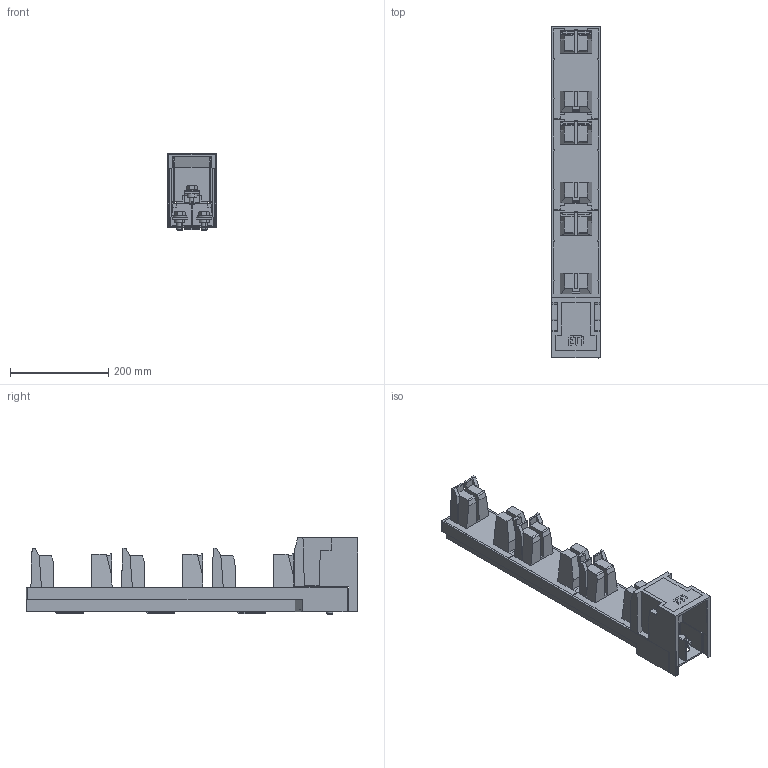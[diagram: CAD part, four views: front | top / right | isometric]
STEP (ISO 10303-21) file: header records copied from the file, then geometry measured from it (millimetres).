
FILE_DESCRIPTION((''),'2;1');
FILE_NAME('L2631001_L_NH_SICHERUNGSLEISTE__ASM','2021-05-13T',('marketing.praksa'),('Audax d.o.o.'),'CREO PARAMETRIC BY PTC INC, 2017480','CREO PARAMETRIC BY PTC INC, 2017480','');
FILE_SCHEMA(('AUTOMOTIVE_DESIGN { 1 0 10303 214 1 1 1 1 }'));
Length unit declared in the file: millimetre
Products named in the file (21): 33501_L01_TRAEGERTEIL_L123_10_L; 51260_VERBINDUNGSWINKEL; 54577_VERBINDUNGSWINKEL; 802637_01_VERBINDUNGSWINKEL_ASM; HAUPTKOERPER_NICHT_BENUTZEN_1; HAUPTKOERPER_NICHT_BENUTZEN_2; 158012_01_L_ANSCHLUSSSCHIENE_L1_ASM; 150027_L_ANSCHLUSSWINKEL_L3_L1; HAUPTK_X2_00F6_X0_RPER_NI-15584; HAUPTK_X2_00F6_X0_RPER_NI-16398; 158013_01_L_ANSCHLUSSSCHIENE_L2_ASM; 802638_L_SCHIENENSATZ_3MM_FLACH_ASM; 61246_SETZMUTTER_M12_1; 66905_SPANNSCHEIBE_DIN_6796_12; 68276_SECHSKANTSCHRAUBE_M12X30; 804190_L02_NH-LEISTENUNTERTEIL__ASM; 32995_L_KONTAKTHAUBE_L123_10; 802639_01_L_AUFBAU_OFFENE_LEIST_ASM; PRT9539; PRT0005U; L2631001_L_NH_SICHERUNGSLEISTE__ASM
Assembly tree (29 placements, depth 5):
  L2631001_L_NH_SICHERUNGSLEISTE__ASM
    804190_L02_NH-LEISTENUNTERTEIL__ASM
      33501_L01_TRAEGERTEIL_L123_10_L
      802637_01_VERBINDUNGSWINKEL_ASM
        51260_VERBINDUNGSWINKEL  x2
        54577_VERBINDUNGSWINKEL
      802638_L_SCHIENENSATZ_3MM_FLACH_ASM
        158012_01_L_ANSCHLUSSSCHIENE_L1_ASM
          HAUPTKOERPER_NICHT_BENUTZEN_1
          HAUPTKOERPER_NICHT_BENUTZEN_2
        150027_L_ANSCHLUSSWINKEL_L3_L1
        158013_01_L_ANSCHLUSSSCHIENE_L2_ASM
          HAUPTK_X2_00F6_X0_RPER_NI-15584
          HAUPTK_X2_00F6_X0_RPER_NI-16398
      61246_SETZMUTTER_M12_1  x3
      66905_SPANNSCHEIBE_DIN_6796_12  x3
      68276_SECHSKANTSCHRAUBE_M12X30  x3
    802639_01_L_AUFBAU_OFFENE_LEIST_ASM
      32995_L_KONTAKTHAUBE_L123_10  x3
    PRT9539
    PRT0005U
Bounding box: 99 x 675.71 x 155.25 mm (x, y, z)
Volume: 3323205.7 mm3; surface area: 653247.9 mm2
Topology: 25 solids, 25 shells, 1355 faces, 3767 edges, 2506 vertices
Faces by surface type: plane 1035, cylinder 272, cone 48
Entity records: 52342 total; most frequent: CARTESIAN_POINT 6368, ORIENTED_EDGE 5778, DIRECTION 5466, PRESENTATION_STYLE_ASSIGNMENT 3934, STYLED_ITEM 3934, CURVE_STYLE 2889, EDGE_CURVE 2889, VECTOR 2416
